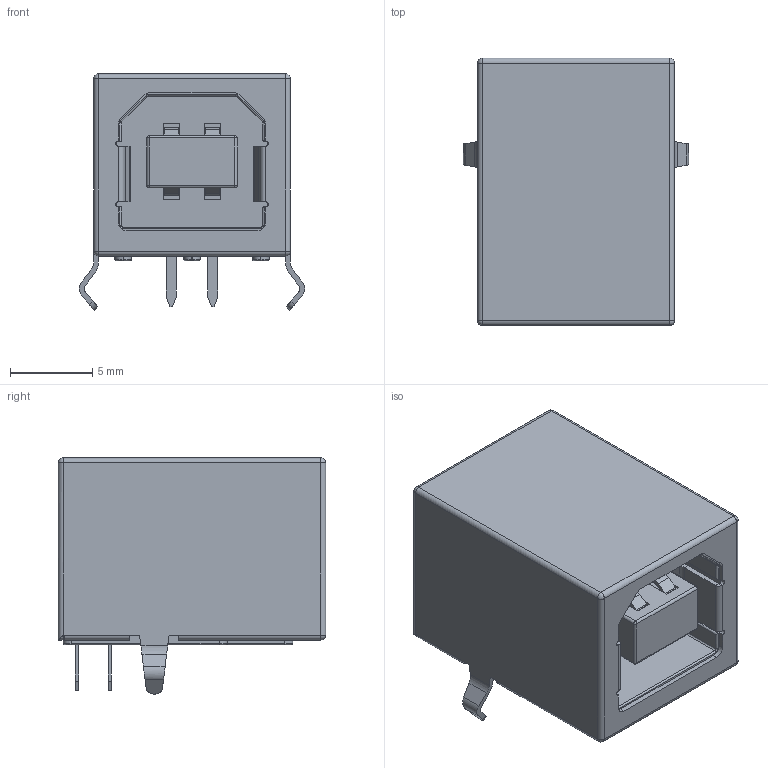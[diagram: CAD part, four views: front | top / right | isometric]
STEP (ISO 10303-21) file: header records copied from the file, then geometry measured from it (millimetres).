
FILE_DESCRIPTION (( 'STEP AP214' ), '1' );
FILE_NAME ('USB-B-TH_67068-8000.step', '2022-07-15T09:03:42', ( '' ), ( '' ), 'SwSTEP 2.0', 'SolidWorks 2020', '' );
FILE_SCHEMA (( 'AUTOMOTIVE_DESIGN' ));
Length unit declared in the file: millimetre
Products named in the file (1): USB-B-TH_67068-8000
Bounding box: 13.72 x 16.3 x 14.4 mm (x, y, z)
Volume: 1688.7 mm3; surface area: 1794.7 mm2
Topology: 14 solids, 14 shells, 729 faces, 1840 edges, 1146 vertices
Faces by surface type: plane 462, cylinder 127, bspline 112, torus 18, sphere 10
Entity records: 30790 total; most frequent: CARTESIAN_POINT 5924, ORIENTED_EDGE 3660, DIRECTION 3048, EDGE_CURVE 1830, VECTOR 1316, LINE 1316, VERTEX_POINT 1146, AXIS2_PLACEMENT_3D 866
